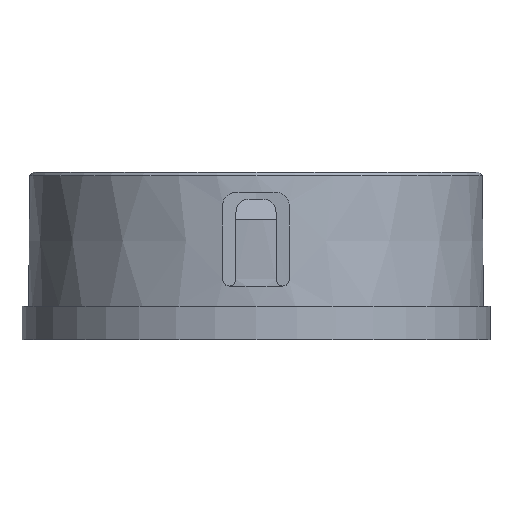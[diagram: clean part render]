
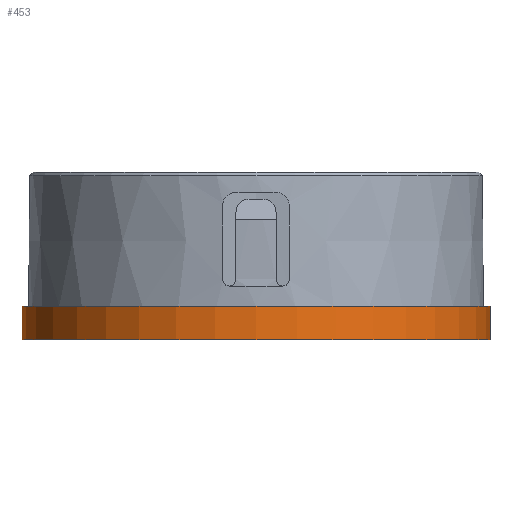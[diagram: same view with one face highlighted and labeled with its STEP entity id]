
A CAD part, front view. The second image highlights one B-rep face of the part: STEP entity #453.
In plain terms, the highlighted cylindrical face has radius 35 mm (diameter 70 mm), a full revolution.
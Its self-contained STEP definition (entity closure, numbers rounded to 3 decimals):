
#453=ADVANCED_FACE('',(#2504,#2506),#2508,.T.);
#2504=FACE_OUTER_BOUND('',#2505,.T.);
#2505=EDGE_LOOP('',(#4096));
#2506=FACE_OUTER_BOUND('',#2507,.T.);
#2507=EDGE_LOOP('',(#4097));
#2508=CYLINDRICAL_SURFACE('',#2509,35.);
#2509=AXIS2_PLACEMENT_3D('',#2510,#2511,#2512);
#2510=CARTESIAN_POINT('',(0.,0.,0.));
#2511=DIRECTION('',(0.,0.,1.));
#2512=DIRECTION('',(-1.,0.,0.));
#4096=ORIENTED_EDGE('',*,*,#5145,.F.);
#4097=ORIENTED_EDGE('',*,*,#5236,.T.);
#5145=EDGE_CURVE('',#5796,#5796,#5797,.T.);
#5236=EDGE_CURVE('',#5946,#5946,#5947,.T.);
#5796=VERTEX_POINT('',#7276);
#5797=CIRCLE('',#7277,35.);
#5946=VERTEX_POINT('',#7831);
#5947=CIRCLE('',#7832,35.);
#7276=CARTESIAN_POINT('',(-35.,0.,5.));
#7277=AXIS2_PLACEMENT_3D('',#7278,#7279,#7280);
#7278=CARTESIAN_POINT('',(0.,0.,5.));
#7279=DIRECTION('',(0.,0.,1.));
#7280=DIRECTION('',(-1.,0.,0.));
#7831=CARTESIAN_POINT('',(-35.,0.,0.));
#7832=AXIS2_PLACEMENT_3D('',#7833,#7834,#7835);
#7833=CARTESIAN_POINT('',(0.,0.,0.));
#7834=DIRECTION('',(0.,0.,1.));
#7835=DIRECTION('',(-1.,0.,0.));
